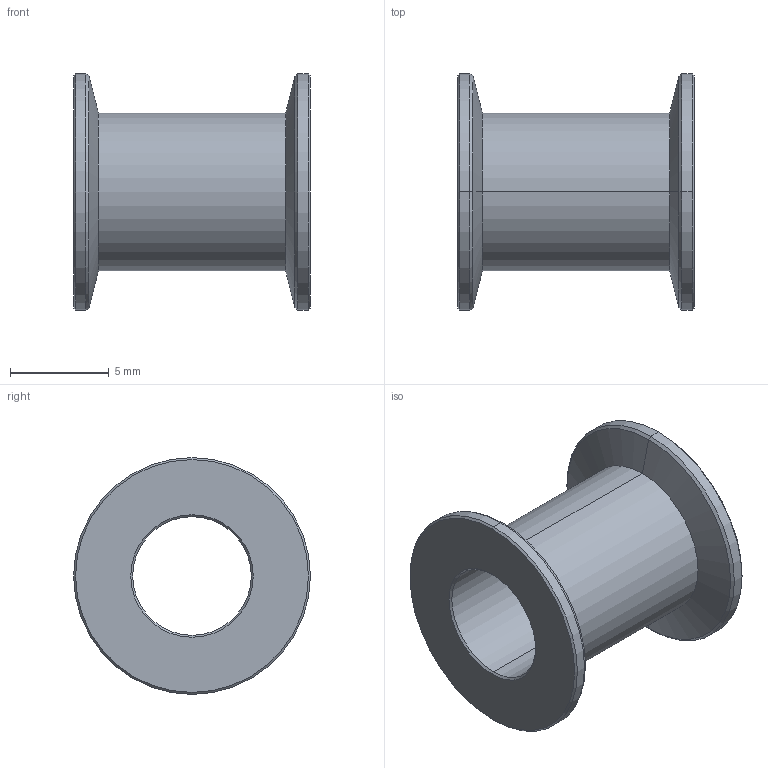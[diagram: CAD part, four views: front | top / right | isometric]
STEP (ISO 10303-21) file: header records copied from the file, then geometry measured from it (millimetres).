
FILE_DESCRIPTION (( 'STEP AP203' ), '1' );
FILE_NAME ('3413-0001-0001.STEP', '2019-08-27T21:39:12', ( '' ), ( '' ), 'SwSTEP 2.0', 'SolidWorks 2016', '' );
FILE_SCHEMA (( 'CONFIG_CONTROL_DESIGN' ));
Length unit declared in the file: millimetre
Products named in the file (1): 3413-0001-0001
Bounding box: 12 x 12 x 12 mm (x, y, z)
Volume: 385.3 mm3; surface area: 810.5 mm2
Topology: 1 solids, 1 shells, 26 faces, 52 edges, 28 vertices
Faces by surface type: cone 16, cylinder 8, plane 2
Entity records: 745 total; most frequent: DIRECTION 134, CARTESIAN_POINT 107, ORIENTED_EDGE 104, AXIS2_PLACEMENT_3D 55, EDGE_CURVE 52, EDGE_LOOP 28, CIRCLE 28, VERTEX_POINT 28
